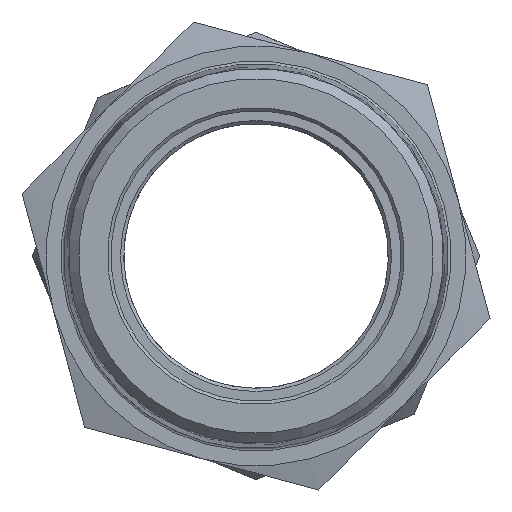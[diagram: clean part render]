
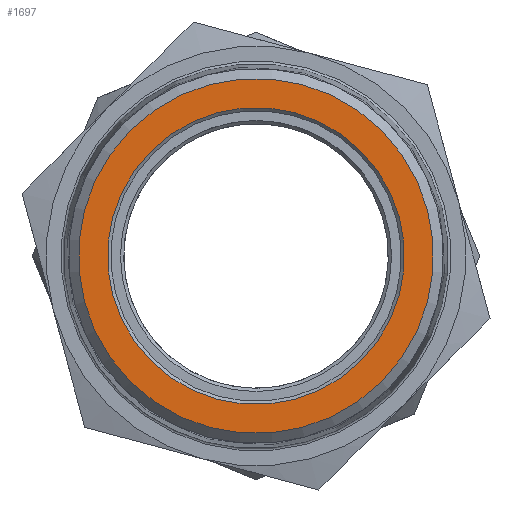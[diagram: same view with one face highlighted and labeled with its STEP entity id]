
A CAD part, left-side view. The second image highlights one B-rep face of the part: STEP entity #1697.
In plain terms, the highlighted planar face has unit normal (-1, 0, 0).
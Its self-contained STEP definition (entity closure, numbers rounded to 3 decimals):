
#74=FACE_BOUND('',#433,.T.);
#91=PLANE('',#1914);
#327=FACE_OUTER_BOUND('',#432,.T.);
#432=EDGE_LOOP('',(#1370));
#433=EDGE_LOOP('',(#1371));
#587=CIRCLE('',#1913,23.);
#588=CIRCLE('',#1915,27.508);
#751=VERTEX_POINT('',#2946);
#752=VERTEX_POINT('',#2950);
#973=EDGE_CURVE('',#751,#751,#587,.T.);
#974=EDGE_CURVE('',#752,#752,#588,.T.);
#1370=ORIENTED_EDGE('',*,*,#974,.F.);
#1371=ORIENTED_EDGE('',*,*,#973,.F.);
#1697=ADVANCED_FACE('',(#327,#74),#91,.T.);
#1913=AXIS2_PLACEMENT_3D('',#2948,#2340,#2341);
#1914=AXIS2_PLACEMENT_3D('',#2949,#2342,#2343);
#1915=AXIS2_PLACEMENT_3D('',#2951,#2344,#2345);
#2340=DIRECTION('center_axis',(-1.,0.,0.));
#2341=DIRECTION('ref_axis',(0.,-0.707,-0.707));
#2342=DIRECTION('center_axis',(-1.,0.,0.));
#2343=DIRECTION('ref_axis',(0.,0.707,0.707));
#2344=DIRECTION('center_axis',(1.,0.,0.));
#2345=DIRECTION('ref_axis',(0.,-0.707,-0.707));
#2946=CARTESIAN_POINT('',(-41.,16.263,16.263));
#2948=CARTESIAN_POINT('Origin',(-41.,0.,0.));
#2949=CARTESIAN_POINT('Origin',(-41.,18.211,18.211));
#2950=CARTESIAN_POINT('',(-41.,19.451,19.451));
#2951=CARTESIAN_POINT('Origin',(-41.,0.,0.));
